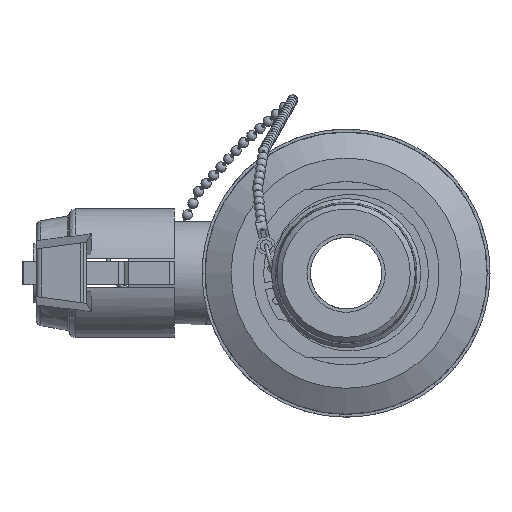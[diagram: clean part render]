
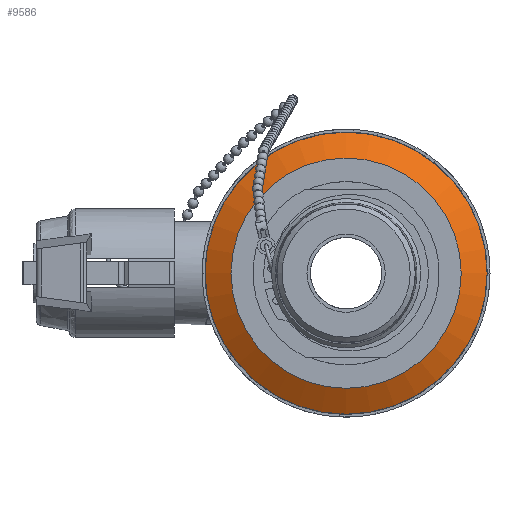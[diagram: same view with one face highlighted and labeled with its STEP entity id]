
A CAD part, left-side view. The second image highlights one B-rep face of the part: STEP entity #9586.
In plain terms, the highlighted conical face has half-angle 60 degrees and reference radius 44.1 mm.
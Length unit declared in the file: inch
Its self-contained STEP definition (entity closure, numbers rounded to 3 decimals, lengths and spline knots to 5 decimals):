
#712=FACE_OUTER_BOUND('',#1256,.T.);
#1256=EDGE_LOOP('',(#6347,#6348,#6349,#6350));
#1834=LINE('',#14720,#2535);
#2535=VECTOR('',#11589,1.73622);
#3255=CIRCLE('',#10233,1.89055);
#3256=CIRCLE('',#10234,1.54331);
#3908=VERTEX_POINT('',#14717);
#3909=VERTEX_POINT('',#14719);
#4873=EDGE_CURVE('',#3908,#3908,#3255,.T.);
#4874=EDGE_CURVE('',#3908,#3909,#1834,.T.);
#4875=EDGE_CURVE('',#3909,#3909,#3256,.T.);
#6347=ORIENTED_EDGE('',*,*,#4873,.T.);
#6348=ORIENTED_EDGE('',*,*,#4874,.T.);
#6349=ORIENTED_EDGE('',*,*,#4875,.F.);
#6350=ORIENTED_EDGE('',*,*,#4874,.F.);
#8974=CONICAL_SURFACE('',#10232,1.73622,1.047);
#9586=ADVANCED_FACE('',(#712),#8974,.T.);
#10232=AXIS2_PLACEMENT_3D('',#14716,#11585,#11586);
#10233=AXIS2_PLACEMENT_3D('',#14718,#11587,#11588);
#10234=AXIS2_PLACEMENT_3D('',#14721,#11590,#11591);
#11585=DIRECTION('center_axis',(1.,0.,0.));
#11586=DIRECTION('ref_axis',(0.,1.,0.));
#11587=DIRECTION('center_axis',(-1.,0.,0.));
#11588=DIRECTION('ref_axis',(0.,1.,0.));
#11589=DIRECTION('',(-0.5,0.866,0.));
#11590=DIRECTION('center_axis',(-1.,0.,0.));
#11591=DIRECTION('ref_axis',(0.,1.,0.));
#14716=CARTESIAN_POINT('Origin',(-2.25777,0.,
0.));
#14717=CARTESIAN_POINT('',(-2.16867,-1.89055,0.));
#14718=CARTESIAN_POINT('Origin',(-2.16867,0.,
0.));
#14719=CARTESIAN_POINT('',(-2.36915,-1.54331,0.));
#14720=CARTESIAN_POINT('',(-2.25777,-1.73622,0.));
#14721=CARTESIAN_POINT('Origin',(-2.36915,0.,
0.));
